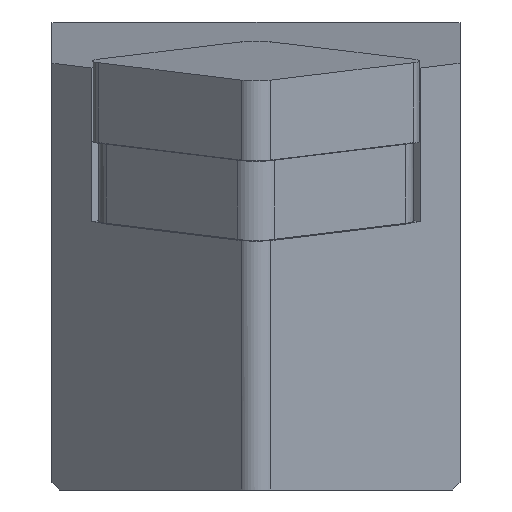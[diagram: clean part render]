
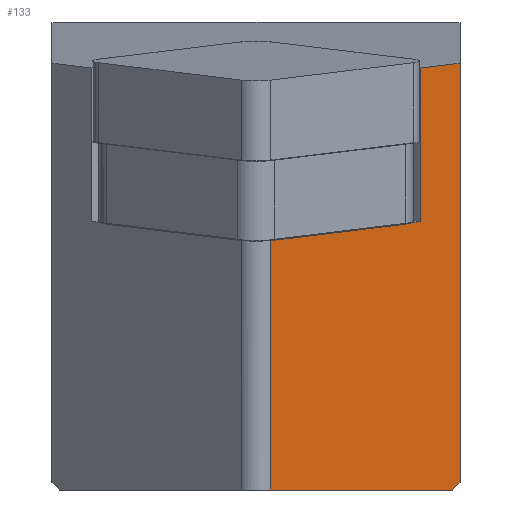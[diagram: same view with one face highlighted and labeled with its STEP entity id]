
A CAD part, left-side view. The second image highlights one B-rep face of the part: STEP entity #133.
In plain terms, the highlighted planar face has unit normal (-0.702, -0.707, -0.086).
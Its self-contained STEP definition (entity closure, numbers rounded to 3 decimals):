
#133=ADVANCED_FACE('',(#221),#183,.F.);
#183=PLANE('',#973);
#221=FACE_OUTER_BOUND('',#271,.T.);
#271=EDGE_LOOP('',(#539,#540,#541,#542,#543,#544,#545,#546));
#316=LINE('',#1290,#412);
#322=LINE('',#1305,#418);
#333=LINE('',#1326,#429);
#340=LINE('',#1340,#436);
#341=LINE('',#1342,#437);
#342=LINE('',#1344,#438);
#343=LINE('',#1346,#439);
#344=LINE('',#1348,#440);
#412=VECTOR('',#1044,1.);
#418=VECTOR('',#1056,1.);
#429=VECTOR('',#1071,1.);
#436=VECTOR('',#1080,1.);
#437=VECTOR('',#1081,1.);
#438=VECTOR('',#1082,1.);
#439=VECTOR('',#1083,1.);
#440=VECTOR('',#1084,1.);
#539=ORIENTED_EDGE('',*,*,#830,.F.);
#540=ORIENTED_EDGE('',*,*,#823,.F.);
#541=ORIENTED_EDGE('',*,*,#848,.F.);
#542=ORIENTED_EDGE('',*,*,#849,.T.);
#543=ORIENTED_EDGE('',*,*,#850,.F.);
#544=ORIENTED_EDGE('',*,*,#851,.F.);
#545=ORIENTED_EDGE('',*,*,#852,.F.);
#546=ORIENTED_EDGE('',*,*,#841,.F.);
#748=VERTEX_POINT('',#1288);
#750=VERTEX_POINT('',#1291);
#756=VERTEX_POINT('',#1306);
#764=VERTEX_POINT('',#1327);
#770=VERTEX_POINT('',#1341);
#771=VERTEX_POINT('',#1343);
#772=VERTEX_POINT('',#1345);
#773=VERTEX_POINT('',#1347);
#823=EDGE_CURVE('',#748,#750,#316,.T.);
#830=EDGE_CURVE('',#750,#756,#322,.T.);
#841=EDGE_CURVE('',#756,#764,#333,.T.);
#848=EDGE_CURVE('',#770,#748,#340,.T.);
#849=EDGE_CURVE('',#770,#771,#341,.T.);
#850=EDGE_CURVE('',#772,#771,#342,.T.);
#851=EDGE_CURVE('',#773,#772,#343,.T.);
#852=EDGE_CURVE('',#764,#773,#344,.T.);
#973=AXIS2_PLACEMENT_3D('',#1349,#1085,#1086);
#1044=DIRECTION('',(0.702,-0.707,0.086));
#1056=DIRECTION('',(-0.122,0.,0.993));
#1071=DIRECTION('',(0.702,-0.707,0.086));
#1080=DIRECTION('',(0.702,-0.707,0.086));
#1081=DIRECTION('',(0.122,0.,-0.993));
#1082=DIRECTION('',(-0.71,0.704,0.));
#1083=DIRECTION('',(-0.53,0.599,-0.599));
#1084=DIRECTION('',(0.122,0.,-0.993));
#1085=DIRECTION('',(0.702,0.707,0.086));
#1086=DIRECTION('',(-0.71,0.704,0.));
#1288=CARTESIAN_POINT('',(7.32,-14.152,-5.509));
#1290=CARTESIAN_POINT('',(9.154,-16.,-5.284));
#1291=CARTESIAN_POINT('',(7.6,-14.435,-5.475));
#1305=CARTESIAN_POINT('',(11.7,-14.435,-38.864));
#1306=CARTESIAN_POINT('',(6.862,-14.435,0.54));
#1326=CARTESIAN_POINT('',(8.416,-16.,0.731));
#1327=CARTESIAN_POINT('',(8.416,-16.,0.731));
#1340=CARTESIAN_POINT('',(9.154,-16.,-5.284));
#1341=CARTESIAN_POINT('',(1.775,-8.566,-6.19));
#1342=CARTESIAN_POINT('',(5.875,-8.566,-39.579));
#1343=CARTESIAN_POINT('',(2.98,-8.566,-16.));
#1344=CARTESIAN_POINT('',(11.872,-17.392,-16.));
#1345=CARTESIAN_POINT('',(10.168,-15.7,-16.));
#1346=CARTESIAN_POINT('',(3.923,-8.641,-23.059));
#1347=CARTESIAN_POINT('',(10.433,-16.,-15.7));
#1348=CARTESIAN_POINT('',(13.254,-16.,-38.673));
#1349=CARTESIAN_POINT('',(13.254,-16.,-38.673));
